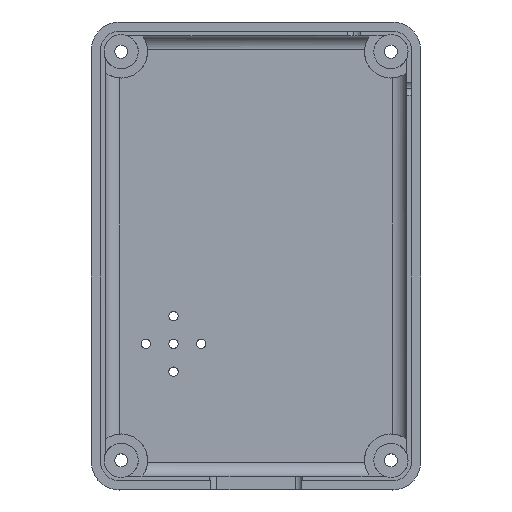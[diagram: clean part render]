
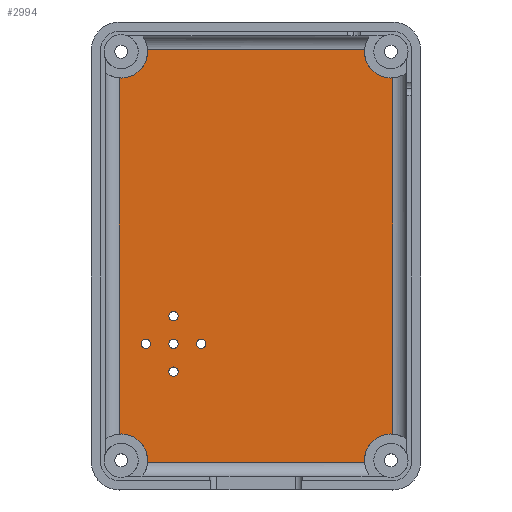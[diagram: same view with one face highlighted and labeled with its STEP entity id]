
A CAD part, top view. The second image highlights one B-rep face of the part: STEP entity #2994.
In plain terms, the highlighted planar face has unit normal (0, 0, 1).
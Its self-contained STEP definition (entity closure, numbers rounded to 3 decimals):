
#1026=CARTESIAN_POINT('',(-6.755,47.354,-4.1));
#1027=DIRECTION('',(0.,0.,-1.));
#1028=DIRECTION('',(-1.,0.,0.));
#1029=AXIS2_PLACEMENT_3D('',#1026,#1027,#1028);
#1031=CARTESIAN_POINT('',(-6.755,47.354,-4.1));
#1032=DIRECTION('',(0.,0.,-1.));
#1033=DIRECTION('',(0.114,-0.993,0.));
#1034=AXIS2_PLACEMENT_3D('',#1031,#1032,#1033);
#1036=DIRECTION('',(0.,-1.,0.));
#1037=VECTOR('',#1036,40.677);
#1038=CARTESIAN_POINT('',(-6.555,45.615,-4.1));
#1039=LINE('',#1038,#1037);
#1040=CARTESIAN_POINT('',(-6.755,3.2,-4.1));
#1041=DIRECTION('',(0.,0.,-1.));
#1042=DIRECTION('',(-1.,0.,0.));
#1043=AXIS2_PLACEMENT_3D('',#1040,#1041,#1042);
#1045=CARTESIAN_POINT('',(-6.755,3.2,-4.1));
#1046=DIRECTION('',(0.,0.,-1.));
#1047=DIRECTION('',(-0.993,-0.114,0.));
#1048=AXIS2_PLACEMENT_3D('',#1045,#1046,#1047);
#1050=DIRECTION('',(-1.,0.,0.));
#1051=VECTOR('',#1050,25.671);
#1052=CARTESIAN_POINT('',(-8.494,3.,-4.1));
#1053=LINE('',#1052,#1051);
#1054=CARTESIAN_POINT('',(-35.903,3.2,-4.1));
#1055=DIRECTION('',(0.,0.,-1.));
#1056=DIRECTION('',(1.,0.,0.));
#1057=AXIS2_PLACEMENT_3D('',#1054,#1055,#1056);
#1059=CARTESIAN_POINT('',(-35.903,3.2,-4.1));
#1060=DIRECTION('',(0.,0.,-1.));
#1061=DIRECTION('',(-0.118,0.993,0.));
#1062=AXIS2_PLACEMENT_3D('',#1059,#1060,#1061);
#1064=DIRECTION('',(0.,1.,0.));
#1065=VECTOR('',#1064,40.678);
#1066=CARTESIAN_POINT('',(-36.109,4.938,-4.1));
#1067=LINE('',#1066,#1065);
#1068=CARTESIAN_POINT('',(-35.903,47.354,-4.1));
#1069=DIRECTION('',(0.,0.,-1.));
#1070=DIRECTION('',(1.,0.,0.));
#1071=AXIS2_PLACEMENT_3D('',#1068,#1069,#1070);
#1073=CARTESIAN_POINT('',(-35.903,47.354,-4.1));
#1074=DIRECTION('',(0.,0.,-1.));
#1075=DIRECTION('',(0.993,0.114,0.));
#1076=AXIS2_PLACEMENT_3D('',#1073,#1074,#1075);
#1078=DIRECTION('',(1.,0.,0.));
#1079=VECTOR('',#1078,25.671);
#1080=CARTESIAN_POINT('',(-34.165,47.554,-4.1));
#1081=LINE('',#1080,#1079);
#1082=CARTESIAN_POINT('',(-33.242,15.786,-4.1));
#1083=DIRECTION('',(0.,0.,-1.));
#1084=DIRECTION('',(-1.,0.,0.));
#1085=AXIS2_PLACEMENT_3D('',#1082,#1083,#1084);
#1087=CARTESIAN_POINT('',(-33.242,15.786,-4.1));
#1088=DIRECTION('',(0.,0.,-1.));
#1089=DIRECTION('',(1.,0.,0.));
#1090=AXIS2_PLACEMENT_3D('',#1087,#1088,#1089);
#1092=CARTESIAN_POINT('',(-27.253,15.786,-4.1));
#1093=DIRECTION('',(0.,0.,-1.));
#1094=DIRECTION('',(-1.,0.,0.));
#1095=AXIS2_PLACEMENT_3D('',#1092,#1093,#1094);
#1097=CARTESIAN_POINT('',(-27.253,15.786,-4.1));
#1098=DIRECTION('',(0.,0.,-1.));
#1099=DIRECTION('',(1.,0.,0.));
#1100=AXIS2_PLACEMENT_3D('',#1097,#1098,#1099);
#1102=CARTESIAN_POINT('',(-30.248,18.78,-4.1));
#1103=DIRECTION('',(0.,0.,-1.));
#1104=DIRECTION('',(-1.,0.,0.));
#1105=AXIS2_PLACEMENT_3D('',#1102,#1103,#1104);
#1107=CARTESIAN_POINT('',(-30.248,18.78,-4.1));
#1108=DIRECTION('',(0.,0.,-1.));
#1109=DIRECTION('',(1.,0.,0.));
#1110=AXIS2_PLACEMENT_3D('',#1107,#1108,#1109);
#1112=CARTESIAN_POINT('',(-30.248,15.786,-4.1));
#1113=DIRECTION('',(0.,0.,-1.));
#1114=DIRECTION('',(-1.,0.,0.));
#1115=AXIS2_PLACEMENT_3D('',#1112,#1113,#1114);
#1117=CARTESIAN_POINT('',(-30.248,15.786,-4.1));
#1118=DIRECTION('',(0.,0.,-1.));
#1119=DIRECTION('',(1.,0.,0.));
#1120=AXIS2_PLACEMENT_3D('',#1117,#1118,#1119);
#1122=CARTESIAN_POINT('',(-30.248,12.792,-4.1));
#1123=DIRECTION('',(0.,0.,-1.));
#1124=DIRECTION('',(-1.,0.,0.));
#1125=AXIS2_PLACEMENT_3D('',#1122,#1123,#1124);
#1127=CARTESIAN_POINT('',(-30.248,12.792,-4.1));
#1128=DIRECTION('',(0.,0.,-1.));
#1129=DIRECTION('',(1.,0.,0.));
#1130=AXIS2_PLACEMENT_3D('',#1127,#1128,#1129);
#1656=CARTESIAN_POINT('',(-8.505,47.354,-4.1));
#1657=VERTEX_POINT('',#1656);
#1662=CARTESIAN_POINT('',(-34.153,47.354,-4.1));
#1663=VERTEX_POINT('',#1662);
#1666=CARTESIAN_POINT('',(-34.153,3.2,-4.1));
#1667=VERTEX_POINT('',#1666);
#1668=CARTESIAN_POINT('',(-8.505,3.2,-4.1));
#1669=VERTEX_POINT('',#1668);
#1712=CARTESIAN_POINT('',(-8.494,47.554,-4.1));
#1713=VERTEX_POINT('',#1712);
#1714=CARTESIAN_POINT('',(-6.555,45.615,-4.1));
#1715=VERTEX_POINT('',#1714);
#1716=CARTESIAN_POINT('',(-34.165,47.554,-4.1));
#1717=VERTEX_POINT('',#1716);
#1718=CARTESIAN_POINT('',(-36.109,45.616,-4.1));
#1719=VERTEX_POINT('',#1718);
#1720=CARTESIAN_POINT('',(-36.109,4.938,-4.1));
#1721=VERTEX_POINT('',#1720);
#1722=CARTESIAN_POINT('',(-34.165,3.,-4.1));
#1723=VERTEX_POINT('',#1722);
#1724=CARTESIAN_POINT('',(-6.555,4.939,-4.1));
#1725=VERTEX_POINT('',#1724);
#1726=CARTESIAN_POINT('',(-8.494,3.,-4.1));
#1727=VERTEX_POINT('',#1726);
#1880=CARTESIAN_POINT('',(-33.742,15.786,-4.1));
#1881=CARTESIAN_POINT('',(-32.742,15.786,-4.1));
#1882=VERTEX_POINT('',#1880);
#1883=VERTEX_POINT('',#1881);
#1884=CARTESIAN_POINT('',(-27.753,15.786,-4.1));
#1885=CARTESIAN_POINT('',(-26.753,15.786,-4.1));
#1886=VERTEX_POINT('',#1884);
#1887=VERTEX_POINT('',#1885);
#1888=CARTESIAN_POINT('',(-30.748,18.78,-4.1));
#1889=CARTESIAN_POINT('',(-29.748,18.78,-4.1));
#1890=VERTEX_POINT('',#1888);
#1891=VERTEX_POINT('',#1889);
#1892=CARTESIAN_POINT('',(-30.748,15.786,-4.1));
#1893=CARTESIAN_POINT('',(-29.748,15.786,-4.1));
#1894=VERTEX_POINT('',#1892);
#1895=VERTEX_POINT('',#1893);
#1896=CARTESIAN_POINT('',(-30.748,12.792,-4.1));
#1897=CARTESIAN_POINT('',(-29.748,12.792,-4.1));
#1898=VERTEX_POINT('',#1896);
#1899=VERTEX_POINT('',#1897);
#2941=CARTESIAN_POINT('',(5.118,-5.236,-4.1));
#2942=DIRECTION('',(0.,0.,-1.));
#2943=DIRECTION('',(-1.,0.,0.));
#2944=AXIS2_PLACEMENT_3D('',#2941,#2942,#2943);
#2945=PLANE('',#2944);
#2946=ORIENTED_EDGE('',*,*,#2437,.F.);
#2948=ORIENTED_EDGE('',*,*,#2947,.F.);
#2949=ORIENTED_EDGE('',*,*,#2783,.T.);
#2950=ORIENTED_EDGE('',*,*,#2803,.F.);
#2951=ORIENTED_EDGE('',*,*,#2080,.F.);
#2952=ORIENTED_EDGE('',*,*,#2114,.T.);
#2953=ORIENTED_EDGE('',*,*,#2680,.F.);
#2955=ORIENTED_EDGE('',*,*,#2954,.F.);
#2957=ORIENTED_EDGE('',*,*,#2956,.T.);
#2959=ORIENTED_EDGE('',*,*,#2958,.F.);
#2960=ORIENTED_EDGE('',*,*,#2926,.F.);
#2961=ORIENTED_EDGE('',*,*,#2452,.T.);
#2962=EDGE_LOOP('',(#2946,#2948,#2949,#2950,#2951,#2952,#2953,#2955,#2957,#2959,
#2960,#2961));
#2963=FACE_OUTER_BOUND('',#2962,.F.);
#2965=ORIENTED_EDGE('',*,*,#2964,.F.);
#2967=ORIENTED_EDGE('',*,*,#2966,.F.);
#2968=EDGE_LOOP('',(#2965,#2967));
#2969=FACE_BOUND('',#2968,.F.);
#2971=ORIENTED_EDGE('',*,*,#2970,.F.);
#2973=ORIENTED_EDGE('',*,*,#2972,.F.);
#2974=EDGE_LOOP('',(#2971,#2973));
#2975=FACE_BOUND('',#2974,.F.);
#2977=ORIENTED_EDGE('',*,*,#2976,.F.);
#2979=ORIENTED_EDGE('',*,*,#2978,.F.);
#2980=EDGE_LOOP('',(#2977,#2979));
#2981=FACE_BOUND('',#2980,.F.);
#2983=ORIENTED_EDGE('',*,*,#2982,.F.);
#2985=ORIENTED_EDGE('',*,*,#2984,.F.);
#2986=EDGE_LOOP('',(#2983,#2985));
#2987=FACE_BOUND('',#2986,.F.);
#2989=ORIENTED_EDGE('',*,*,#2988,.F.);
#2991=ORIENTED_EDGE('',*,*,#2990,.F.);
#2992=EDGE_LOOP('',(#2989,#2991));
#2993=FACE_BOUND('',#2992,.F.);
#2994=ADVANCED_FACE('',(#2963,#2969,#2975,#2981,#2987,#2993),#2945,.F.);
#1030=CIRCLE('',#1029,1.75);
#1035=CIRCLE('',#1034,1.75);
#1044=CIRCLE('',#1043,1.75);
#1049=CIRCLE('',#1048,1.75);
#1058=CIRCLE('',#1057,1.75);
#1063=CIRCLE('',#1062,1.75);
#1072=CIRCLE('',#1071,1.75);
#1077=CIRCLE('',#1076,1.75);
#1086=CIRCLE('',#1085,0.5);
#1091=CIRCLE('',#1090,0.5);
#1096=CIRCLE('',#1095,0.5);
#1101=CIRCLE('',#1100,0.5);
#1106=CIRCLE('',#1105,0.5);
#1111=CIRCLE('',#1110,0.5);
#1116=CIRCLE('',#1115,0.5);
#1121=CIRCLE('',#1120,0.5);
#1126=CIRCLE('',#1125,0.5);
#1131=CIRCLE('',#1130,0.5);
#2080=EDGE_CURVE('',#1727,#1669,#1049,.T.);
#2114=EDGE_CURVE('',#1727,#1723,#1053,.T.);
#2437=EDGE_CURVE('',#1657,#1713,#1030,.T.);
#2452=EDGE_CURVE('',#1717,#1713,#1081,.T.);
#2680=EDGE_CURVE('',#1667,#1723,#1058,.T.);
#2783=EDGE_CURVE('',#1715,#1725,#1039,.T.);
#2803=EDGE_CURVE('',#1669,#1725,#1044,.T.);
#2926=EDGE_CURVE('',#1717,#1663,#1077,.T.);
#2947=EDGE_CURVE('',#1715,#1657,#1035,.T.);
#2954=EDGE_CURVE('',#1721,#1667,#1063,.T.);
#2956=EDGE_CURVE('',#1721,#1719,#1067,.T.);
#2958=EDGE_CURVE('',#1663,#1719,#1072,.T.);
#2964=EDGE_CURVE('',#1882,#1883,#1086,.T.);
#2966=EDGE_CURVE('',#1883,#1882,#1091,.T.);
#2970=EDGE_CURVE('',#1886,#1887,#1096,.T.);
#2972=EDGE_CURVE('',#1887,#1886,#1101,.T.);
#2976=EDGE_CURVE('',#1890,#1891,#1106,.T.);
#2978=EDGE_CURVE('',#1891,#1890,#1111,.T.);
#2982=EDGE_CURVE('',#1894,#1895,#1116,.T.);
#2984=EDGE_CURVE('',#1895,#1894,#1121,.T.);
#2988=EDGE_CURVE('',#1898,#1899,#1126,.T.);
#2990=EDGE_CURVE('',#1899,#1898,#1131,.T.);
